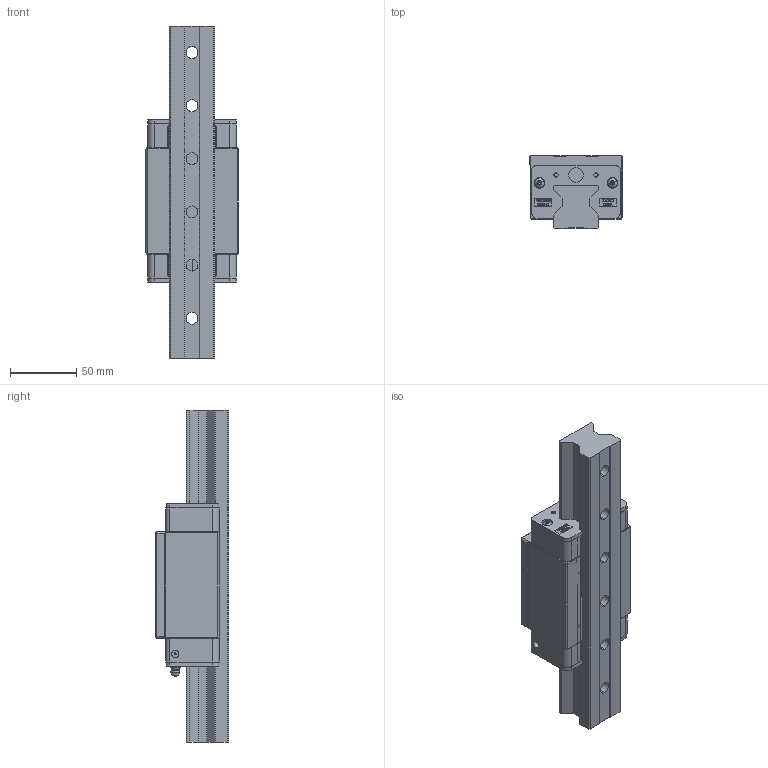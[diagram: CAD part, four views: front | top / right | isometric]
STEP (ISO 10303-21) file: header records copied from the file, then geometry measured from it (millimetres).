
FILE_DESCRIPTION (( 'STEP AP214' ), '1' );
FILE_NAME ('SBR35SL ASSY - 嫦歎辨.STEP', '2023-10-24T01:58:17', ( 'Windows 餌辨濠' ), ( '' ), 'SwSTEP 2.0', 'SolidWorks 2013', '' );
FILE_SCHEMA (( 'AUTOMOTIVE_DESIGN' ));
Length unit declared in the file: millimetre
Products named in the file (10): SBR 35 SL BLOCK; NIPPLE; SRBOLT-M4x25L_SS400^SBR35SL ASSY - 嫦歎辨; SBRO 35 RAIL R00; SBR35SL ASSY - 嫦歎辨; SBR 35 End Seal - 嫦歎辨; SBR 35 End Plate - 嫦歎辨; SBR 35 BOTTOM SEAL L; NBR-L; SUS301-L
Assembly tree (15 placements, depth 3):
  SBR35SL ASSY - 嫦歎辨
    SBRO 35 RAIL R00
    SRBOLT-M4x25L_SS400^SBR35SL ASSY - 嫦歎辨  x4
    NIPPLE
    SBR 35 SL BLOCK
    SBR 35 BOTTOM SEAL L  x2
      SUS301-L
      NBR-L
    SBR 35 End Plate - 嫦歎辨  x2
    SBR 35 End Seal - 嫦歎辨  x2
Bounding box: 70 x 55 x 250 mm (x, y, z)
Volume: 494858.6 mm3; surface area: 112987.9 mm2
Topology: 16 solids, 16 shells, 5109 faces, 14449 edges, 9569 vertices
Faces by surface type: plane 4543, bspline 284, cylinder 200, cone 56, torus 14, sphere 12
Entity records: 91292 total; most frequent: CARTESIAN_POINT 23148, ORIENTED_EDGE 14750, DIRECTION 12387, EDGE_CURVE 7375, LINE 6781, VECTOR 6781, VERTEX_POINT 4892, AXIS2_PLACEMENT_3D 2803
